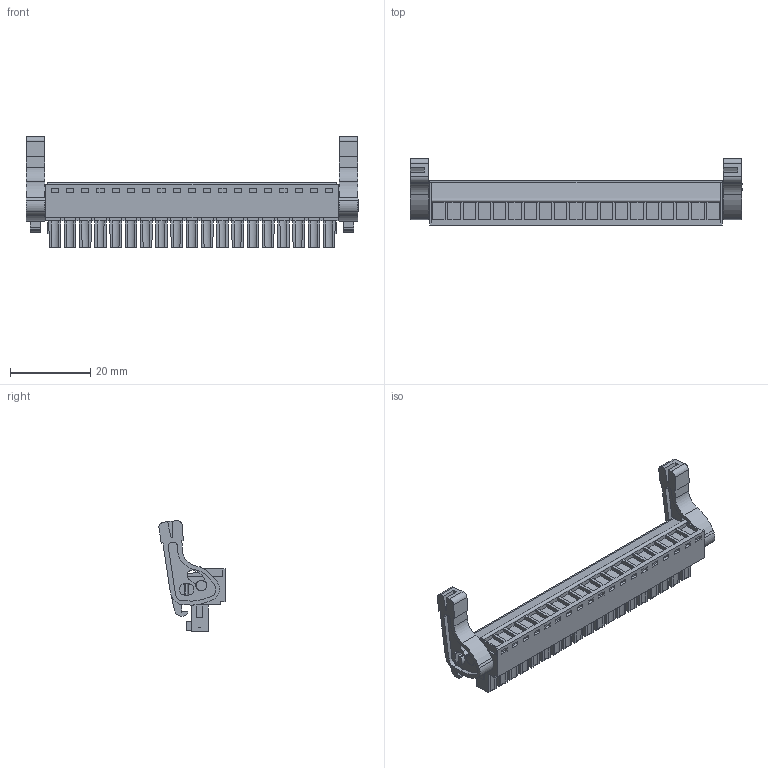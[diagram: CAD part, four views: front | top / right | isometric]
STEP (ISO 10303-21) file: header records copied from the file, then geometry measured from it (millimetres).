
FILE_DESCRIPTION(('CATIA V5 STEP','CAx-IF Rec.Pracs.--- Model Styling and Organization---1.2---2011-12-15'),'2;1');
FILE_NAME ('D1462213_0_2442470000_2442470000.stp','2017-07-31T14:41:48+00:00',('none'),('Weidmueller'),'CATIA Version 5-6 Release 2014','CATIA V5 STEP AP214','none');
FILE_SCHEMA(('AUTOMOTIVE_DESIGN { 1 0 10303 214 1 1 1 1 }'));
Length unit declared in the file: millimetre
Products named in the file (1): 2442470000
Bounding box: 82.98 x 16.55 x 27.68 mm (x, y, z)
Volume: 8625 mm3; surface area: 8445.5 mm2
Topology: 22 solids, 22 shells, 1100 faces, 2831 edges, 1872 vertices
Faces by surface type: plane 867, cylinder 233
Entity records: 30003 total; most frequent: ORIENTED_EDGE 5654, CARTESIAN_POINT 5463, DIRECTION 3866, EDGE_CURVE 2827, VECTOR 2225, LINE 2225, VERTEX_POINT 1872, EDGE_LOOP 1211
